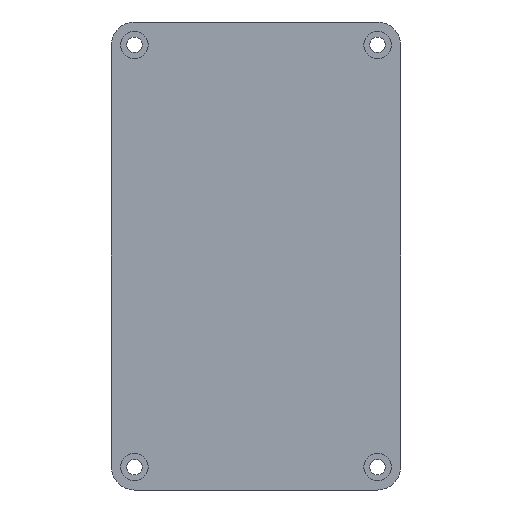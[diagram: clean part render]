
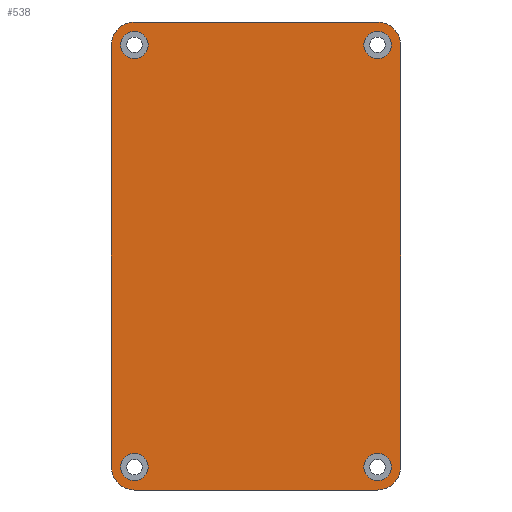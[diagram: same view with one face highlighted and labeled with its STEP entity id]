
A CAD part, front view. The second image highlights one B-rep face of the part: STEP entity #538.
In plain terms, the highlighted planar face has unit normal (0, -1, 0).
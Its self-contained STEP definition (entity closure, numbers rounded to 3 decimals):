
#23=FACE_BOUND('',#105,.T.);
#24=FACE_BOUND('',#106,.T.);
#25=FACE_BOUND('',#107,.T.);
#26=FACE_BOUND('',#108,.T.);
#44=PLANE('',#603);
#70=FACE_OUTER_BOUND('',#104,.T.);
#104=EDGE_LOOP('',(#469,#470,#471,#472,#473,#474,#475,#476));
#105=EDGE_LOOP('',(#477));
#106=EDGE_LOOP('',(#478));
#107=EDGE_LOOP('',(#479));
#108=EDGE_LOOP('',(#480));
#135=LINE('',#830,#183);
#141=LINE('',#845,#189);
#143=LINE('',#851,#191);
#164=LINE('',#909,#212);
#183=VECTOR('',#659,10.);
#189=VECTOR('',#675,10.);
#191=VECTOR('',#683,10.);
#212=VECTOR('',#746,10.);
#218=CIRCLE('',#564,5.);
#226=CIRCLE('',#575,5.);
#227=CIRCLE('',#577,5.);
#228=CIRCLE('',#580,5.);
#230=CIRCLE('',#591,3.);
#232=CIRCLE('',#594,3.);
#234=CIRCLE('',#597,3.);
#236=CIRCLE('',#600,3.);
#243=VERTEX_POINT('',#785);
#244=VERTEX_POINT('',#787);
#263=VERTEX_POINT('',#829);
#264=VERTEX_POINT('',#833);
#265=VERTEX_POINT('',#837);
#266=VERTEX_POINT('',#839);
#267=VERTEX_POINT('',#843);
#268=VERTEX_POINT('',#847);
#278=VERTEX_POINT('',#886);
#280=VERTEX_POINT('',#892);
#282=VERTEX_POINT('',#898);
#284=VERTEX_POINT('',#904);
#291=EDGE_CURVE('',#243,#244,#218,.T.);
#312=EDGE_CURVE('',#263,#244,#135,.T.);
#314=EDGE_CURVE('',#263,#264,#226,.T.);
#317=EDGE_CURVE('',#265,#266,#227,.T.);
#320=EDGE_CURVE('',#265,#267,#141,.T.);
#322=EDGE_CURVE('',#268,#267,#228,.T.);
#323=EDGE_CURVE('',#268,#264,#143,.T.);
#342=EDGE_CURVE('',#278,#278,#230,.T.);
#345=EDGE_CURVE('',#280,#280,#232,.T.);
#348=EDGE_CURVE('',#282,#282,#234,.T.);
#351=EDGE_CURVE('',#284,#284,#236,.T.);
#352=EDGE_CURVE('',#243,#266,#164,.T.);
#469=ORIENTED_EDGE('',*,*,#291,.F.);
#470=ORIENTED_EDGE('',*,*,#352,.T.);
#471=ORIENTED_EDGE('',*,*,#317,.F.);
#472=ORIENTED_EDGE('',*,*,#320,.T.);
#473=ORIENTED_EDGE('',*,*,#322,.F.);
#474=ORIENTED_EDGE('',*,*,#323,.T.);
#475=ORIENTED_EDGE('',*,*,#314,.F.);
#476=ORIENTED_EDGE('',*,*,#312,.T.);
#477=ORIENTED_EDGE('',*,*,#351,.F.);
#478=ORIENTED_EDGE('',*,*,#345,.F.);
#479=ORIENTED_EDGE('',*,*,#348,.F.);
#480=ORIENTED_EDGE('',*,*,#342,.F.);
#538=ADVANCED_FACE('',(#70,#23,#24,#25,#26),#44,.F.);
#564=AXIS2_PLACEMENT_3D('',#788,#626,#627);
#575=AXIS2_PLACEMENT_3D('',#834,#663,#664);
#577=AXIS2_PLACEMENT_3D('',#840,#669,#670);
#580=AXIS2_PLACEMENT_3D('',#849,#679,#680);
#591=AXIS2_PLACEMENT_3D('',#888,#719,#720);
#594=AXIS2_PLACEMENT_3D('',#894,#726,#727);
#597=AXIS2_PLACEMENT_3D('',#900,#733,#734);
#600=AXIS2_PLACEMENT_3D('',#906,#740,#741);
#603=AXIS2_PLACEMENT_3D('',#910,#747,#748);
#626=DIRECTION('center_axis',(0.,1.,0.));
#627=DIRECTION('ref_axis',(-0.707,0.,-0.707));
#659=DIRECTION('',(0.,0.,-1.));
#663=DIRECTION('center_axis',(0.,1.,0.));
#664=DIRECTION('ref_axis',(-0.707,0.,0.707));
#669=DIRECTION('center_axis',(0.,1.,0.));
#670=DIRECTION('ref_axis',(0.707,0.,-0.707));
#675=DIRECTION('',(0.,0.,1.));
#679=DIRECTION('center_axis',(0.,1.,0.));
#680=DIRECTION('ref_axis',(0.707,0.,0.707));
#683=DIRECTION('',(-1.,0.,0.));
#719=DIRECTION('center_axis',(0.,-1.,0.));
#720=DIRECTION('ref_axis',(1.,0.,0.));
#726=DIRECTION('center_axis',(0.,-1.,0.));
#727=DIRECTION('ref_axis',(1.,0.,0.));
#733=DIRECTION('center_axis',(0.,-1.,0.));
#734=DIRECTION('ref_axis',(1.,0.,0.));
#740=DIRECTION('center_axis',(0.,-1.,0.));
#741=DIRECTION('ref_axis',(1.,0.,0.));
#746=DIRECTION('',(1.,0.,0.));
#747=DIRECTION('center_axis',(0.,1.,0.));
#748=DIRECTION('ref_axis',(1.,0.,0.));
#785=CARTESIAN_POINT('',(-54.5,0.,-67.5));
#787=CARTESIAN_POINT('',(-59.5,0.,-62.5));
#788=CARTESIAN_POINT('Origin',(-54.5,0.,-62.5));
#829=CARTESIAN_POINT('',(-59.5,0.,29.5));
#830=CARTESIAN_POINT('',(-59.5,0.,34.5));
#833=CARTESIAN_POINT('',(-54.5,0.,34.5));
#834=CARTESIAN_POINT('Origin',(-54.5,0.,29.5));
#837=CARTESIAN_POINT('',(3.5,0.,-62.5));
#839=CARTESIAN_POINT('',(-1.5,0.,-67.5));
#840=CARTESIAN_POINT('Origin',(-1.5,0.,-62.5));
#843=CARTESIAN_POINT('',(3.5,0.,29.5));
#845=CARTESIAN_POINT('',(3.5,0.,-67.5));
#847=CARTESIAN_POINT('',(-1.5,0.,34.5));
#849=CARTESIAN_POINT('Origin',(-1.5,0.,29.5));
#851=CARTESIAN_POINT('',(3.5,0.,34.5));
#886=CARTESIAN_POINT('',(-57.5,0.,-62.5));
#888=CARTESIAN_POINT('Origin',(-54.5,0.,-62.5));
#892=CARTESIAN_POINT('',(-4.5,0.,-62.5));
#894=CARTESIAN_POINT('Origin',(-1.5,0.,-62.5));
#898=CARTESIAN_POINT('',(-4.5,0.,29.5));
#900=CARTESIAN_POINT('Origin',(-1.5,0.,29.5));
#904=CARTESIAN_POINT('',(-57.5,0.,29.5));
#906=CARTESIAN_POINT('Origin',(-54.5,0.,29.5));
#909=CARTESIAN_POINT('',(-59.5,0.,-67.5));
#910=CARTESIAN_POINT('Origin',(-28.,0.,-16.5));
